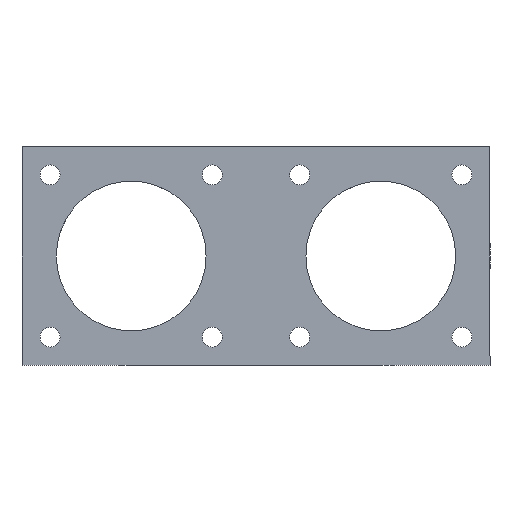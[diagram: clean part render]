
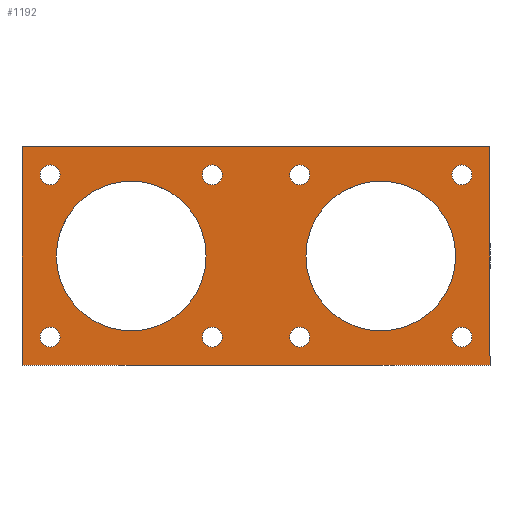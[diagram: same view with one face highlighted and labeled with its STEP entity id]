
A CAD part, front view. The second image highlights one B-rep face of the part: STEP entity #1192.
In plain terms, the highlighted planar face has unit normal (0, -1, 0).
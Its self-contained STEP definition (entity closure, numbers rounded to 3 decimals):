
#121=LINE('',#1963,#215);
#125=LINE('',#1971,#219);
#128=LINE('',#1977,#222);
#131=LINE('',#1982,#225);
#215=VECTOR('',#1635,75.);
#219=VECTOR('',#1641,35.);
#222=VECTOR('',#1646,75.);
#225=VECTOR('',#1651,35.);
#274=PLANE('',#1316);
#319=FACE_BOUND('',#501,.T.);
#320=FACE_BOUND('',#502,.T.);
#321=FACE_BOUND('',#503,.T.);
#322=FACE_BOUND('',#504,.T.);
#323=FACE_BOUND('',#505,.T.);
#324=FACE_BOUND('',#506,.T.);
#325=FACE_BOUND('',#507,.T.);
#326=FACE_BOUND('',#508,.T.);
#327=FACE_BOUND('',#509,.T.);
#328=FACE_BOUND('',#510,.T.);
#392=FACE_OUTER_BOUND('',#500,.T.);
#500=EDGE_LOOP('',(#1099,#1100,#1101,#1102));
#501=EDGE_LOOP('',(#1103));
#502=EDGE_LOOP('',(#1104));
#503=EDGE_LOOP('',(#1105));
#504=EDGE_LOOP('',(#1106));
#505=EDGE_LOOP('',(#1107));
#506=EDGE_LOOP('',(#1108));
#507=EDGE_LOOP('',(#1109));
#508=EDGE_LOOP('',(#1110));
#509=EDGE_LOOP('',(#1111));
#510=EDGE_LOOP('',(#1112));
#526=CIRCLE('',#1283,12.);
#528=CIRCLE('',#1286,12.);
#530=CIRCLE('',#1289,1.6);
#532=CIRCLE('',#1292,1.6);
#534=CIRCLE('',#1295,1.6);
#536=CIRCLE('',#1298,1.6);
#538=CIRCLE('',#1301,1.6);
#540=CIRCLE('',#1304,1.6);
#542=CIRCLE('',#1307,1.6);
#544=CIRCLE('',#1310,1.6);
#630=VERTEX_POINT('',#1913);
#632=VERTEX_POINT('',#1918);
#634=VERTEX_POINT('',#1923);
#636=VERTEX_POINT('',#1928);
#638=VERTEX_POINT('',#1933);
#640=VERTEX_POINT('',#1938);
#642=VERTEX_POINT('',#1943);
#644=VERTEX_POINT('',#1948);
#646=VERTEX_POINT('',#1953);
#648=VERTEX_POINT('',#1958);
#649=VERTEX_POINT('',#1961);
#650=VERTEX_POINT('',#1962);
#653=VERTEX_POINT('',#1970);
#655=VERTEX_POINT('',#1976);
#778=EDGE_CURVE('',#630,#630,#526,.T.);
#780=EDGE_CURVE('',#632,#632,#528,.T.);
#782=EDGE_CURVE('',#634,#634,#530,.T.);
#784=EDGE_CURVE('',#636,#636,#532,.T.);
#786=EDGE_CURVE('',#638,#638,#534,.T.);
#788=EDGE_CURVE('',#640,#640,#536,.T.);
#790=EDGE_CURVE('',#642,#642,#538,.T.);
#792=EDGE_CURVE('',#644,#644,#540,.T.);
#794=EDGE_CURVE('',#646,#646,#542,.T.);
#796=EDGE_CURVE('',#648,#648,#544,.T.);
#797=EDGE_CURVE('',#649,#650,#121,.T.);
#801=EDGE_CURVE('',#653,#649,#125,.T.);
#804=EDGE_CURVE('',#655,#653,#128,.T.);
#807=EDGE_CURVE('',#650,#655,#131,.T.);
#1099=ORIENTED_EDGE('',*,*,#807,.F.);
#1100=ORIENTED_EDGE('',*,*,#797,.F.);
#1101=ORIENTED_EDGE('',*,*,#801,.F.);
#1102=ORIENTED_EDGE('',*,*,#804,.F.);
#1103=ORIENTED_EDGE('',*,*,#778,.T.);
#1104=ORIENTED_EDGE('',*,*,#780,.T.);
#1105=ORIENTED_EDGE('',*,*,#782,.T.);
#1106=ORIENTED_EDGE('',*,*,#784,.T.);
#1107=ORIENTED_EDGE('',*,*,#786,.T.);
#1108=ORIENTED_EDGE('',*,*,#788,.T.);
#1109=ORIENTED_EDGE('',*,*,#790,.T.);
#1110=ORIENTED_EDGE('',*,*,#792,.T.);
#1111=ORIENTED_EDGE('',*,*,#794,.T.);
#1112=ORIENTED_EDGE('',*,*,#796,.T.);
#1192=ADVANCED_FACE('',(#392,#319,#320,#321,#322,#323,#324,#325,#326,#327,
#328),#274,.T.);
#1283=AXIS2_PLACEMENT_3D('',#1914,#1577,#1578);
#1286=AXIS2_PLACEMENT_3D('',#1919,#1583,#1584);
#1289=AXIS2_PLACEMENT_3D('',#1924,#1589,#1590);
#1292=AXIS2_PLACEMENT_3D('',#1929,#1595,#1596);
#1295=AXIS2_PLACEMENT_3D('',#1934,#1601,#1602);
#1298=AXIS2_PLACEMENT_3D('',#1939,#1607,#1608);
#1301=AXIS2_PLACEMENT_3D('',#1944,#1613,#1614);
#1304=AXIS2_PLACEMENT_3D('',#1949,#1619,#1620);
#1307=AXIS2_PLACEMENT_3D('',#1954,#1625,#1626);
#1310=AXIS2_PLACEMENT_3D('',#1959,#1631,#1632);
#1316=AXIS2_PLACEMENT_3D('',#1985,#1655,#1656);
#1577=DIRECTION('center_axis',(0.,1.,0.));
#1578=DIRECTION('ref_axis',(1.,0.,0.));
#1583=DIRECTION('center_axis',(0.,1.,0.));
#1584=DIRECTION('ref_axis',(1.,0.,0.));
#1589=DIRECTION('center_axis',(0.,1.,0.));
#1590=DIRECTION('ref_axis',(1.,0.,0.));
#1595=DIRECTION('center_axis',(0.,1.,0.));
#1596=DIRECTION('ref_axis',(1.,0.,0.));
#1601=DIRECTION('center_axis',(0.,1.,0.));
#1602=DIRECTION('ref_axis',(1.,0.,0.));
#1607=DIRECTION('center_axis',(0.,1.,0.));
#1608=DIRECTION('ref_axis',(1.,0.,0.));
#1613=DIRECTION('center_axis',(0.,1.,0.));
#1614=DIRECTION('ref_axis',(1.,0.,0.));
#1619=DIRECTION('center_axis',(0.,1.,0.));
#1620=DIRECTION('ref_axis',(1.,0.,0.));
#1625=DIRECTION('center_axis',(0.,1.,0.));
#1626=DIRECTION('ref_axis',(1.,0.,0.));
#1631=DIRECTION('center_axis',(0.,1.,0.));
#1632=DIRECTION('ref_axis',(1.,0.,0.));
#1635=DIRECTION('',(-1.,0.,0.));
#1641=DIRECTION('',(0.,0.,-1.));
#1646=DIRECTION('',(1.,0.,0.));
#1651=DIRECTION('',(0.,0.,1.));
#1655=DIRECTION('center_axis',(0.,-1.,0.));
#1656=DIRECTION('ref_axis',(0.,0.,-1.));
#1913=CARTESIAN_POINT('',(-12.,0.,0.));
#1914=CARTESIAN_POINT('Origin',(0.,0.,0.));
#1918=CARTESIAN_POINT('',(28.,0.,0.));
#1919=CARTESIAN_POINT('Origin',(40.,0.,0.));
#1923=CARTESIAN_POINT('',(51.4,0.,-13.));
#1924=CARTESIAN_POINT('Origin',(53.,0.,-13.));
#1928=CARTESIAN_POINT('',(25.4,0.,-13.));
#1929=CARTESIAN_POINT('Origin',(27.,0.,-13.));
#1933=CARTESIAN_POINT('',(11.4,0.,-13.));
#1934=CARTESIAN_POINT('Origin',(13.,0.,-13.));
#1938=CARTESIAN_POINT('',(25.4,0.,13.));
#1939=CARTESIAN_POINT('Origin',(27.,0.,13.));
#1943=CARTESIAN_POINT('',(-14.6,0.,13.));
#1944=CARTESIAN_POINT('Origin',(-13.,0.,13.));
#1948=CARTESIAN_POINT('',(11.4,0.,13.));
#1949=CARTESIAN_POINT('Origin',(13.,0.,13.));
#1953=CARTESIAN_POINT('',(51.4,0.,13.));
#1954=CARTESIAN_POINT('Origin',(53.,0.,13.));
#1958=CARTESIAN_POINT('',(-14.6,0.,-13.));
#1959=CARTESIAN_POINT('Origin',(-13.,0.,-13.));
#1961=CARTESIAN_POINT('',(57.5,0.,-17.5));
#1962=CARTESIAN_POINT('',(-17.5,0.,-17.5));
#1963=CARTESIAN_POINT('',(57.5,0.,-17.5));
#1970=CARTESIAN_POINT('',(57.5,0.,17.5));
#1971=CARTESIAN_POINT('',(57.5,0.,17.5));
#1976=CARTESIAN_POINT('',(-17.5,0.,17.5));
#1977=CARTESIAN_POINT('',(-17.5,0.,17.5));
#1982=CARTESIAN_POINT('',(-17.5,0.,-17.5));
#1985=CARTESIAN_POINT('Origin',(-16.04,0.,16.04));
